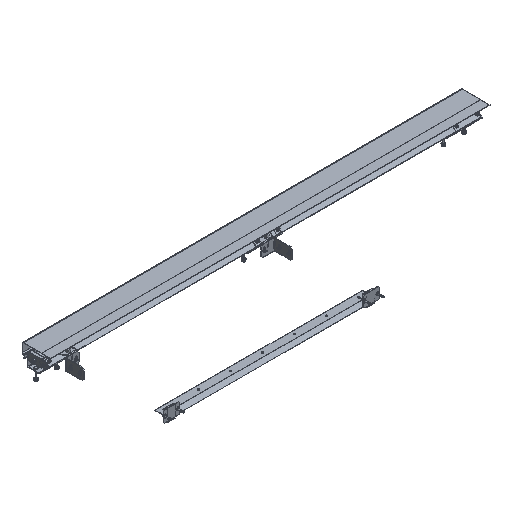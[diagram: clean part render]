
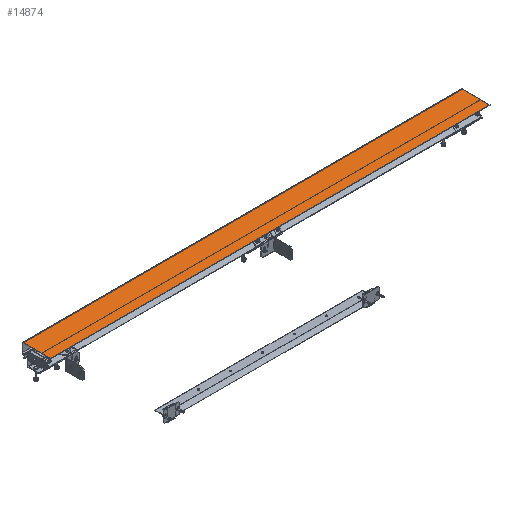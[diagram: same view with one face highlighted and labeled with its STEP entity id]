
A CAD part, isometric view. The second image highlights one B-rep face of the part: STEP entity #14874.
In plain terms, the highlighted planar face has unit normal (0, 0, 1).
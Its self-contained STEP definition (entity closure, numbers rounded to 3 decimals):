
#219 = ORIENTED_EDGE ( 'NONE', *, *, #19563, .T. ) ;
#292 = EDGE_CURVE ( 'NONE', #9226, #28297, #19989, .T. ) ;
#581 = ORIENTED_EDGE ( 'NONE', *, *, #20828, .F. ) ;
#609 = CARTESIAN_POINT ( 'NONE',  ( 2650., -180., 75. ) ) ;
#676 = DIRECTION ( 'NONE',  ( 0., -1., 0. ) ) ;
#862 = PLANE ( 'NONE',  #9254 ) ;
#3277 = CARTESIAN_POINT ( 'NONE',  ( -100., 0., 75. ) ) ;
#3826 = VERTEX_POINT ( 'NONE', #609 ) ;
#4935 = ORIENTED_EDGE ( 'NONE', *, *, #17645, .F. ) ;
#5009 = DIRECTION ( 'NONE',  ( 0., -1., 0. ) ) ;
#6397 = CARTESIAN_POINT ( 'NONE',  ( 2650., 0., 75. ) ) ;
#6704 = DIRECTION ( 'NONE',  ( 0., 1., 0. ) ) ;
#7196 = VECTOR ( 'NONE', #25470, 1000. ) ;
#7838 = CARTESIAN_POINT ( 'NONE',  ( 2650., -180., 75. ) ) ;
#8068 = LINE ( 'NONE', #23183, #20504 ) ;
#9226 = VERTEX_POINT ( 'NONE', #17319 ) ;
#9254 = AXIS2_PLACEMENT_3D ( 'NONE', #6397, #16368, #6704 ) ;
#14760 = LINE ( 'NONE', #32175, #19810 ) ;
#14874 = ADVANCED_FACE ( 'NONE', ( #17555 ), #862, .F. ) ;
#16058 = CARTESIAN_POINT ( 'NONE',  ( 2650., -7., 75. ) ) ;
#16368 = DIRECTION ( 'NONE',  ( 0., 0., -1. ) ) ;
#17319 = CARTESIAN_POINT ( 'NONE',  ( -100., -7., 75. ) ) ;
#17555 = FACE_OUTER_BOUND ( 'NONE', #24791, .T. ) ;
#17645 = EDGE_CURVE ( 'NONE', #20274, #3826, #14760, .T. ) ;
#19563 = EDGE_CURVE ( 'NONE', #20274, #9226, #8068, .T. ) ;
#19810 = VECTOR ( 'NONE', #5009, 1000. ) ;
#19989 = LINE ( 'NONE', #3277, #23509 ) ;
#20274 = VERTEX_POINT ( 'NONE', #16058 ) ;
#20504 = VECTOR ( 'NONE', #30605, 1000. ) ;
#20828 = EDGE_CURVE ( 'NONE', #3826, #28297, #28205, .T. ) ;
#23183 = CARTESIAN_POINT ( 'NONE',  ( 2650., -7., 75. ) ) ;
#23509 = VECTOR ( 'NONE', #676, 1000. ) ;
#24791 = EDGE_LOOP ( 'NONE', ( #4935, #219, #27326, #581 ) ) ;
#25470 = DIRECTION ( 'NONE',  ( -1., 0., 0. ) ) ;
#27326 = ORIENTED_EDGE ( 'NONE', *, *, #292, .T. ) ;
#28205 = LINE ( 'NONE', #7838, #7196 ) ;
#28297 = VERTEX_POINT ( 'NONE', #31680 ) ;
#30605 = DIRECTION ( 'NONE',  ( -1., 0., 0. ) ) ;
#31680 = CARTESIAN_POINT ( 'NONE',  ( -100., -180., 75. ) ) ;
#32175 = CARTESIAN_POINT ( 'NONE',  ( 2650., 0., 75. ) ) ;
